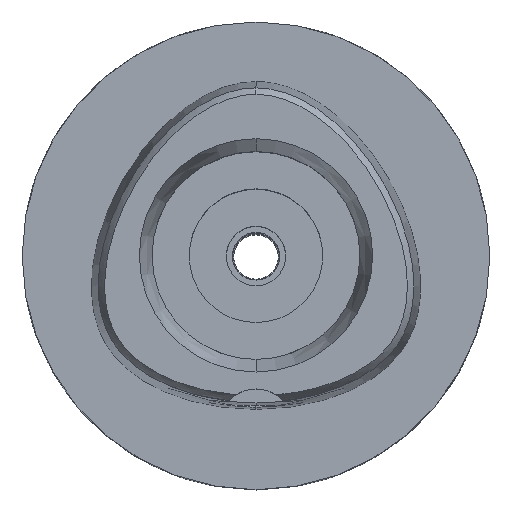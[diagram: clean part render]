
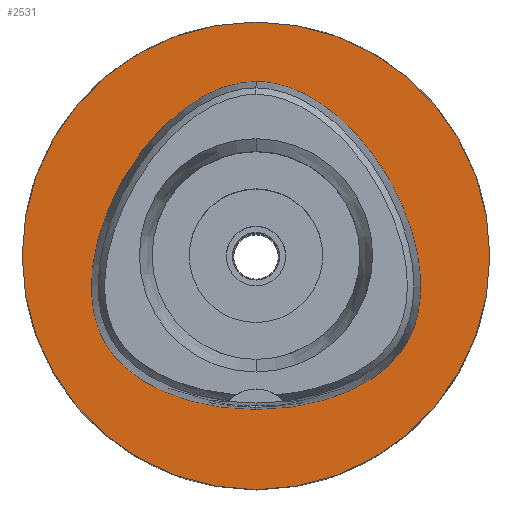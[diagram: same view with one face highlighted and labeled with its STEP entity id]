
A CAD part, top view. The second image highlights one B-rep face of the part: STEP entity #2531.
In plain terms, the highlighted planar face has unit normal (0, 0, 1).
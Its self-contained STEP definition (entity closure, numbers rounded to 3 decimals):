
#315=CARTESIAN_POINT('',(0.,0.,0.));
#316=DIRECTION('',(0.,0.,-1.));
#317=DIRECTION('',(0.,-1.,0.));
#318=AXIS2_PLACEMENT_3D('',#315,#316,#317);
#323=CARTESIAN_POINT('',(0.,0.,0.));
#324=DIRECTION('',(0.,0.,-1.));
#325=DIRECTION('',(0.,1.,0.));
#326=AXIS2_PLACEMENT_3D('',#323,#324,#325);
#331=CARTESIAN_POINT('',(0.,-20.675,0.));
#332=CARTESIAN_POINT('',(0.915,-20.675,0.));
#333=CARTESIAN_POINT('',(2.713,-20.605,
0.));
#334=CARTESIAN_POINT('',(5.336,-20.302,0.));
#335=CARTESIAN_POINT('',(7.807,-19.82,0.));
#336=CARTESIAN_POINT('',(10.069,-19.189,0.));
#337=CARTESIAN_POINT('',(12.091,-18.443,0.));
#338=CARTESIAN_POINT('',(13.868,-17.612,0.));
#339=CARTESIAN_POINT('',(15.416,-16.719,0.));
#340=CARTESIAN_POINT('',(16.747,-15.783,0.));
#341=CARTESIAN_POINT('',(17.889,-14.811,0.));
#342=CARTESIAN_POINT('',(18.854,-13.818,0.));
#343=CARTESIAN_POINT('',(19.667,-12.8,0.));
#344=CARTESIAN_POINT('',(20.352,-11.743,0.));
#345=CARTESIAN_POINT('',(20.921,-10.626,0.));
#346=CARTESIAN_POINT('',(21.394,-9.416,0.));
#347=CARTESIAN_POINT('',(21.771,-8.09,0.));
#348=CARTESIAN_POINT('',(22.042,-6.614,0.));
#349=CARTESIAN_POINT('',(22.187,-4.992,0.));
#350=CARTESIAN_POINT('',(22.187,-3.204,0.));
#351=CARTESIAN_POINT('',(22.017,-1.245,0.));
#352=CARTESIAN_POINT('',(21.651,0.881,0.));
#353=CARTESIAN_POINT('',(21.066,3.158,0.));
#354=CARTESIAN_POINT('',(20.246,5.541,0.));
#355=CARTESIAN_POINT('',(19.192,7.974,0.));
#356=CARTESIAN_POINT('',(17.921,10.38,0.));
#357=CARTESIAN_POINT('',(16.471,12.678,0.));
#358=CARTESIAN_POINT('',(14.889,14.804,0.));
#359=CARTESIAN_POINT('',(13.236,16.698,0.));
#360=CARTESIAN_POINT('',(11.558,18.338,0.));
#361=CARTESIAN_POINT('',(9.902,19.711,0.));
#362=CARTESIAN_POINT('',(8.293,20.832,0.));
#363=CARTESIAN_POINT('',(6.748,21.722,0.));
#364=CARTESIAN_POINT('',(5.272,22.404,0.));
#365=CARTESIAN_POINT('',(3.864,22.904,0.));
#366=CARTESIAN_POINT('',(2.519,23.241,0.));
#367=CARTESIAN_POINT('',(1.233,23.434,
0.));
#368=CARTESIAN_POINT('',(0.405,23.475,
0.));
#369=CARTESIAN_POINT('',(0.,23.475,
0.));
#374=CARTESIAN_POINT('',(0.,23.475,
0.));
#375=CARTESIAN_POINT('',(-0.403,23.475,
0.));
#376=CARTESIAN_POINT('',(-1.226,23.435,
0.));
#377=CARTESIAN_POINT('',(-2.506,23.244,0.));
#378=CARTESIAN_POINT('',(-3.846,22.909,0.));
#379=CARTESIAN_POINT('',(-5.251,22.412,0.));
#380=CARTESIAN_POINT('',(-6.727,21.733,0.));
#381=CARTESIAN_POINT('',(-8.274,20.845,0.));
#382=CARTESIAN_POINT('',(-9.886,19.723,0.));
#383=CARTESIAN_POINT('',(-11.548,18.347,0.));
#384=CARTESIAN_POINT('',(-13.23,16.704,0.));
#385=CARTESIAN_POINT('',(-14.891,14.802,0.));
#386=CARTESIAN_POINT('',(-16.477,12.67,0.));
#387=CARTESIAN_POINT('',(-17.929,10.366,0.));
#388=CARTESIAN_POINT('',(-19.2,7.958,0.));
#389=CARTESIAN_POINT('',(-20.255,5.518,0.));
#390=CARTESIAN_POINT('',(-21.075,3.128,0.));
#391=CARTESIAN_POINT('',(-21.658,0.849,0.));
#392=CARTESIAN_POINT('',(-22.021,-1.279,0.));
#393=CARTESIAN_POINT('',(-22.188,-3.238,0.));
#394=CARTESIAN_POINT('',(-22.185,-5.024,0.));
#395=CARTESIAN_POINT('',(-22.037,-6.644,0.));
#396=CARTESIAN_POINT('',(-21.766,-8.109,0.));
#397=CARTESIAN_POINT('',(-21.386,-9.44,0.));
#398=CARTESIAN_POINT('',(-20.913,-10.643,0.));
#399=CARTESIAN_POINT('',(-20.35,-11.744,0.));
#400=CARTESIAN_POINT('',(-19.679,-12.783,0.));
#401=CARTESIAN_POINT('',(-18.873,-13.797,0.));
#402=CARTESIAN_POINT('',(-17.912,-14.789,0.));
#403=CARTESIAN_POINT('',(-16.779,-15.758,0.));
#404=CARTESIAN_POINT('',(-15.451,-16.696,0.));
#405=CARTESIAN_POINT('',(-13.907,-17.592,0.));
#406=CARTESIAN_POINT('',(-12.128,-18.427,0.));
#407=CARTESIAN_POINT('',(-10.104,-19.178,0.));
#408=CARTESIAN_POINT('',(-7.839,-19.813,0.));
#409=CARTESIAN_POINT('',(-5.361,-20.299,0.));
#410=CARTESIAN_POINT('',(-2.717,-20.605,
0.));
#411=CARTESIAN_POINT('',(-0.916,-20.675,0.));
#412=CARTESIAN_POINT('',(0.,-20.675,0.));
#1667=VERTEX_POINT('',#374);
#1668=VERTEX_POINT('',#412);
#1673=CARTESIAN_POINT('',(0.,-31.5,0.));
#1674=CARTESIAN_POINT('',(0.,31.5,0.));
#1675=VERTEX_POINT('',#1673);
#1676=VERTEX_POINT('',#1674);
#2515=CARTESIAN_POINT('',(0.,0.,0.));
#2516=DIRECTION('',(0.,0.,-1.));
#2517=DIRECTION('',(0.,-1.,0.));
#2518=AXIS2_PLACEMENT_3D('',#2515,#2516,#2517);
#2519=PLANE('',#2518);
#2521=ORIENTED_EDGE('',*,*,#2520,.T.);
#2523=ORIENTED_EDGE('',*,*,#2522,.T.);
#2524=EDGE_LOOP('',(#2521,#2523));
#2525=FACE_OUTER_BOUND('',#2524,.F.);
#2527=ORIENTED_EDGE('',*,*,#2526,.T.);
#2528=ORIENTED_EDGE('',*,*,#2498,.T.);
#2529=EDGE_LOOP('',(#2527,#2528));
#2530=FACE_BOUND('',#2529,.F.);
#319=CIRCLE('',#318,31.5);
#327=CIRCLE('',#326,31.5);
#370=B_SPLINE_CURVE_WITH_KNOTS('',3,(#331,#332,#333,#334,#335,#336,#337,#338,
#339,#340,#341,#342,#343,#344,#345,#346,#347,#348,#349,#350,#351,#352,#353,#354,
#355,#356,#357,#358,#359,#360,#361,#362,#363,#364,#365,#366,#367,#368,#369),
.UNSPECIFIED.,.F.,.F.,(4,1,1,1,1,1,1,1,1,1,1,1,1,1,1,1,1,1,1,1,1,1,1,1,1,1,1,1,
1,1,1,1,1,1,1,1,4),(0.,0.028,0.056,0.083,
0.111,0.139,0.167,0.194,
0.222,0.25,0.278,0.306,0.333,
0.361,0.389,0.417,0.444,
0.472,0.5,0.528,0.556,0.583,
0.611,0.639,0.667,0.694,
0.722,0.75,0.778,0.806,0.833,
0.861,0.889,0.917,0.944,
0.972,1.),.UNSPECIFIED.);
#413=B_SPLINE_CURVE_WITH_KNOTS('',3,(#374,#375,#376,#377,#378,#379,#380,#381,
#382,#383,#384,#385,#386,#387,#388,#389,#390,#391,#392,#393,#394,#395,#396,#397,
#398,#399,#400,#401,#402,#403,#404,#405,#406,#407,#408,#409,#410,#411,#412),
.UNSPECIFIED.,.F.,.F.,(4,1,1,1,1,1,1,1,1,1,1,1,1,1,1,1,1,1,1,1,1,1,1,1,1,1,1,1,
1,1,1,1,1,1,1,1,4),(0.,0.028,0.056,0.083,
0.111,0.139,0.167,0.194,
0.222,0.25,0.278,0.306,0.333,
0.361,0.389,0.417,0.444,
0.472,0.5,0.528,0.556,0.583,
0.611,0.639,0.667,0.694,
0.722,0.75,0.778,0.806,0.833,
0.861,0.889,0.917,0.944,
0.972,1.),.UNSPECIFIED.);
#2498=EDGE_CURVE('',#1667,#1668,#413,.T.);
#2520=EDGE_CURVE('',#1675,#1676,#319,.T.);
#2522=EDGE_CURVE('',#1676,#1675,#327,.T.);
#2526=EDGE_CURVE('',#1668,#1667,#370,.T.);
#2531=ADVANCED_FACE('',(#2525,#2530),#2519,.F.);
